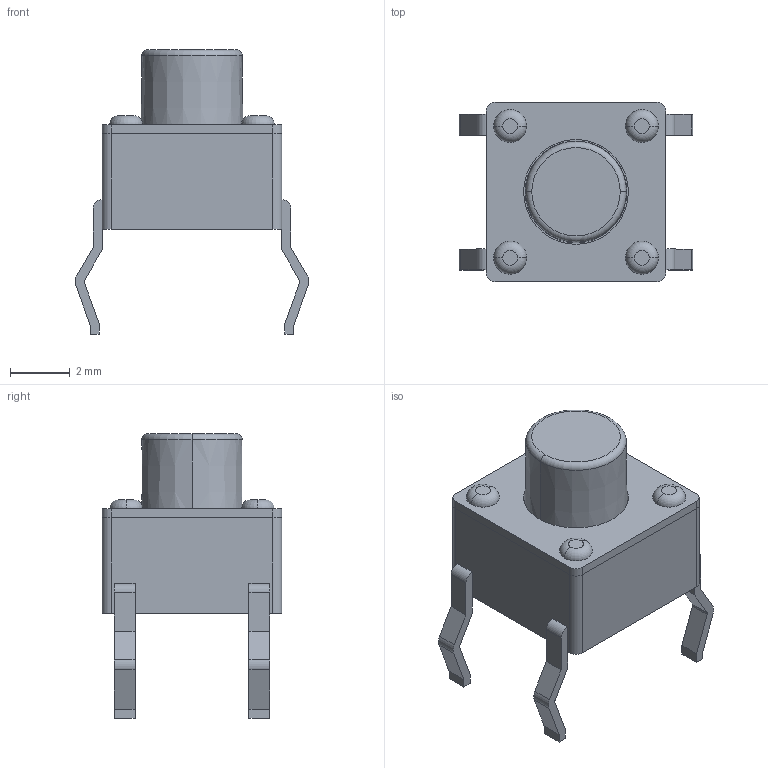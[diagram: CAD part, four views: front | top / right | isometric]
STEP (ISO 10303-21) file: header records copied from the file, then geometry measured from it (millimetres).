
FILE_DESCRIPTION (( 'STEP AP214' ), '1' );
FILE_NAME ('KEY-TH_4P-L6.0-W6.0-P4.50-LS6.50.step', '2022-07-02T15:36:26', ( '' ), ( '' ), 'SwSTEP 2.0', 'SolidWorks 2020', '' );
FILE_SCHEMA (( 'AUTOMOTIVE_DESIGN' ));
Length unit declared in the file: millimetre
Products named in the file (1): KEY-TH_4P-L6.0-W6.0-P4.50-LS6.50
Bounding box: 7.8 x 6 x 9.5 mm (x, y, z)
Volume: 152.6 mm3; surface area: 275.3 mm2
Topology: 2 solids, 2 shells, 378 faces, 1019 edges, 676 vertices
Faces by surface type: plane 232, bspline 112, cylinder 22, torus 10, cone 2
Entity records: 16549 total; most frequent: CARTESIAN_POINT 4178, ORIENTED_EDGE 2038, DIRECTION 1401, EDGE_CURVE 1019, VECTOR 715, LINE 715, VERTEX_POINT 676, EDGE_LOOP 411
